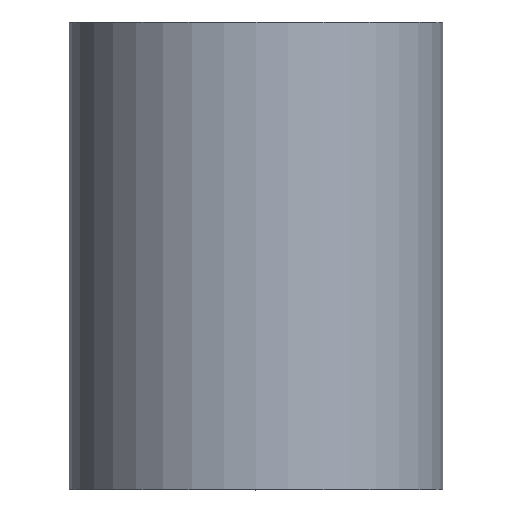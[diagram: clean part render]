
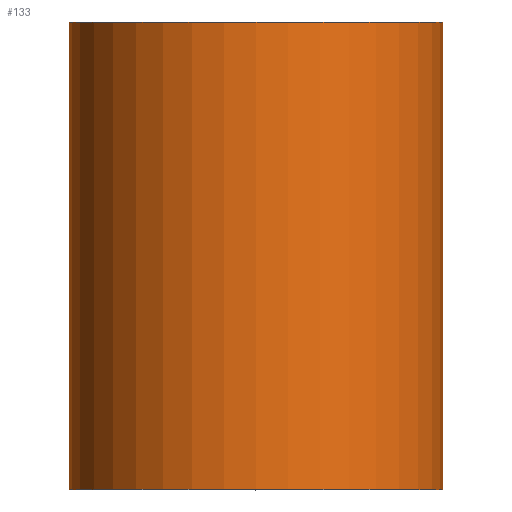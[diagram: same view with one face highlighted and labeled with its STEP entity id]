
A CAD part, top view. The second image highlights one B-rep face of the part: STEP entity #133.
In plain terms, the highlighted cylindrical face has radius 2 mm (diameter 4 mm), a full revolution.
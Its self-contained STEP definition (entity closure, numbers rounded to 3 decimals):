
#29=FACE_OUTER_BOUND('',#40,.T.);
#40=EDGE_LOOP('',(#116,#117,#118,#119));
#46=LINE('',#256,#50);
#50=VECTOR('',#218,2.);
#61=CIRCLE('',#171,2.);
#62=CIRCLE('',#173,2.);
#73=VERTEX_POINT('',#251);
#74=VERTEX_POINT('',#254);
#88=EDGE_CURVE('',#73,#73,#61,.T.);
#89=EDGE_CURVE('',#74,#74,#62,.T.);
#90=EDGE_CURVE('',#74,#73,#46,.T.);
#116=ORIENTED_EDGE('',*,*,#89,.F.);
#117=ORIENTED_EDGE('',*,*,#90,.T.);
#118=ORIENTED_EDGE('',*,*,#88,.F.);
#119=ORIENTED_EDGE('',*,*,#90,.F.);
#126=CYLINDRICAL_SURFACE('',#172,2.);
#133=ADVANCED_FACE('',(#29),#126,.T.);
#171=AXIS2_PLACEMENT_3D('',#252,#212,#213);
#172=AXIS2_PLACEMENT_3D('',#253,#214,#215);
#173=AXIS2_PLACEMENT_3D('',#255,#216,#217);
#212=DIRECTION('center_axis',(0.,-1.,0.));
#213=DIRECTION('ref_axis',(1.,0.,0.));
#214=DIRECTION('center_axis',(0.,1.,0.));
#215=DIRECTION('ref_axis',(1.,0.,0.));
#216=DIRECTION('center_axis',(0.,1.,0.));
#217=DIRECTION('ref_axis',(1.,0.,0.));
#218=DIRECTION('',(0.,-1.,0.));
#251=CARTESIAN_POINT('',(-2.,-2.5,0.));
#252=CARTESIAN_POINT('Origin',(0.,-2.5,0.));
#253=CARTESIAN_POINT('Origin',(0.,0.,0.));
#254=CARTESIAN_POINT('',(-2.,2.5,0.));
#255=CARTESIAN_POINT('Origin',(0.,2.5,0.));
#256=CARTESIAN_POINT('',(-2.,0.,0.));
